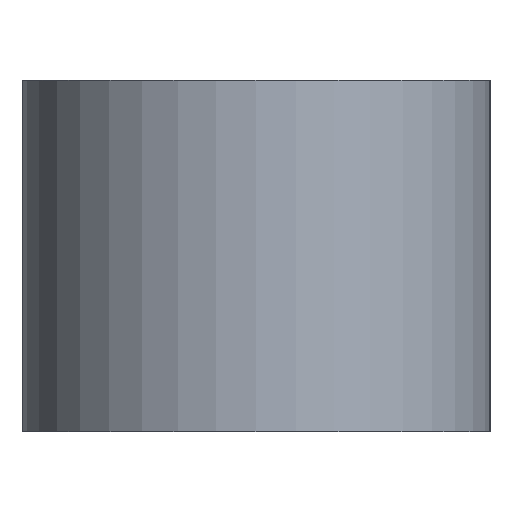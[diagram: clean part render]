
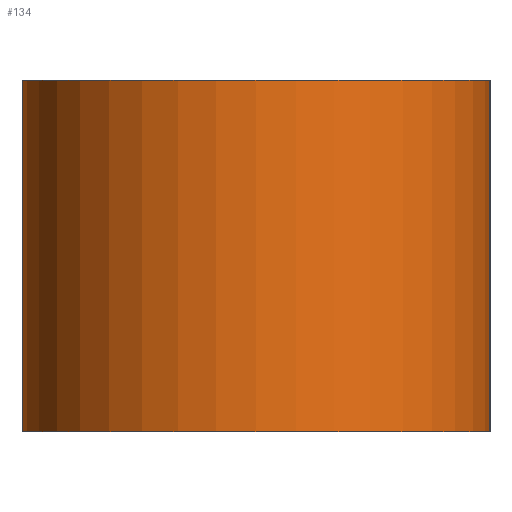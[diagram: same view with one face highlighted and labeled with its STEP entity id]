
A CAD part, front view. The second image highlights one B-rep face of the part: STEP entity #134.
In plain terms, the highlighted cylindrical face has radius 6 mm (diameter 12 mm), a partial arc.
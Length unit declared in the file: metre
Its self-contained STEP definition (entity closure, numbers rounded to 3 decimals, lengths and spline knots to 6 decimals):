
#19=LINE('',#224,#27);
#21=LINE('',#230,#29);
#27=VECTOR('',#182,1.);
#29=VECTOR('',#188,1.);
#40=ORIENTED_EDGE('',*,*,#71,.T.);
#41=ORIENTED_EDGE('',*,*,#72,.F.);
#42=ORIENTED_EDGE('',*,*,#73,.F.);
#43=ORIENTED_EDGE('',*,*,#69,.T.);
#69=EDGE_CURVE('',#85,#84,#19,.T.);
#71=EDGE_CURVE('',#84,#86,#94,.T.);
#72=EDGE_CURVE('',#87,#86,#21,.T.);
#73=EDGE_CURVE('',#85,#87,#95,.T.);
#84=VERTEX_POINT('',#223);
#85=VERTEX_POINT('',#225);
#86=VERTEX_POINT('',#229);
#87=VERTEX_POINT('',#231);
#94=CIRCLE('',#158,0.006);
#95=CIRCLE('',#159,0.006);
#102=EDGE_LOOP('',(#40,#41,#42,#43));
#116=FACE_BOUND('',#102,.T.);
#129=CYLINDRICAL_SURFACE('',#157,0.006);
#134=ADVANCED_FACE('',(#116),#129,.T.);
#157=AXIS2_PLACEMENT_3D('',#227,#184,#185);
#158=AXIS2_PLACEMENT_3D('',#228,#186,#187);
#159=AXIS2_PLACEMENT_3D('',#232,#189,#190);
#182=DIRECTION('',(0.,0.,-1.));
#184=DIRECTION('',(0.,0.,-1.));
#185=DIRECTION('',(-1.,0.,0.));
#186=DIRECTION('',(0.,0.,1.));
#187=DIRECTION('',(1.,0.,0.));
#188=DIRECTION('',(0.,0.,-1.));
#189=DIRECTION('',(0.,0.,1.));
#190=DIRECTION('',(1.,0.,0.));
#223=CARTESIAN_POINT('',(-0.004149,-0.023166,0.));
#224=CARTESIAN_POINT('',(-0.004149,-0.023166,0.009));
#225=CARTESIAN_POINT('',(-0.004149,-0.023166,0.009));
#227=CARTESIAN_POINT('',(0.,-0.0275,0.009));
#228=CARTESIAN_POINT('',(0.,-0.0275,0.));
#229=CARTESIAN_POINT('',(0.004149,-0.023166,0.));
#230=CARTESIAN_POINT('',(0.004149,-0.023166,0.009));
#231=CARTESIAN_POINT('',(0.004149,-0.023166,0.009));
#232=CARTESIAN_POINT('',(0.,-0.0275,0.009));
